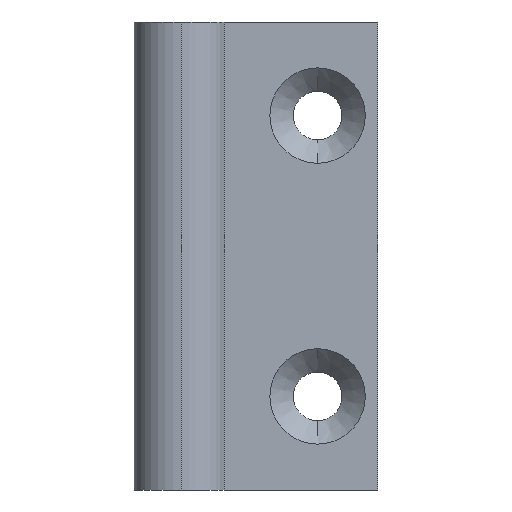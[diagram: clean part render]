
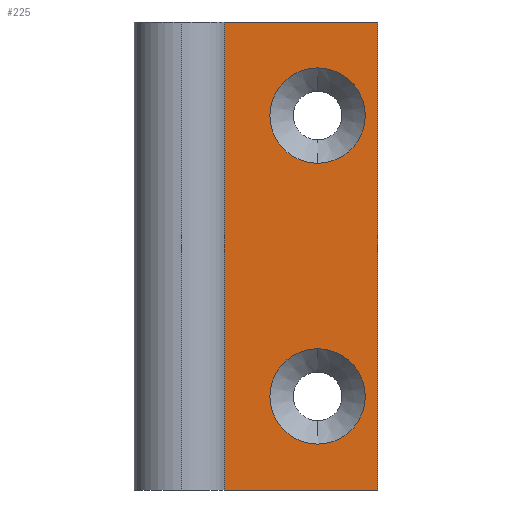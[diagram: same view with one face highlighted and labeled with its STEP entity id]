
A CAD part, left-side view. The second image highlights one B-rep face of the part: STEP entity #225.
In plain terms, the highlighted planar face has unit normal (-1, 0, 0).
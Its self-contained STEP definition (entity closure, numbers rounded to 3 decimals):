
#1 = CARTESIAN_POINT ( 'NONE',  ( -2., -4.583, 0. ) ) ;
#3 = DIRECTION ( 'NONE',  ( 0., -1., 0. ) ) ;
#7 = EDGE_CURVE ( 'NONE', #17, #143, #517, .T. ) ;
#14 = LINE ( 'NONE', #521, #137 ) ;
#16 = EDGE_CURVE ( 'NONE', #487, #123, #14, .T. ) ;
#17 = VERTEX_POINT ( 'NONE', #329 ) ;
#20 = FACE_BOUND ( 'NONE', #282, .T. ) ;
#27 = ORIENTED_EDGE ( 'NONE', *, *, #419, .T. ) ;
#39 = CARTESIAN_POINT ( 'NONE',  ( -2., -4.583, 50. ) ) ;
#51 = LINE ( 'NONE', #144, #141 ) ;
#54 = ORIENTED_EDGE ( 'NONE', *, *, #133, .T. ) ;
#58 = ORIENTED_EDGE ( 'NONE', *, *, #7, .T. ) ;
#62 = AXIS2_PLACEMENT_3D ( 'NONE', #502, #279, #466 ) ;
#69 = PLANE ( 'NONE',  #224 ) ;
#71 = CARTESIAN_POINT ( 'NONE',  ( -2., -14.583, 40. ) ) ;
#88 = DIRECTION ( 'NONE',  ( 0., -1., 0. ) ) ;
#97 = CIRCLE ( 'NONE', #146, 5.1 ) ;
#99 = CARTESIAN_POINT ( 'NONE',  ( -2., -14.583, 10. ) ) ;
#106 = FACE_BOUND ( 'NONE', #199, .T. ) ;
#114 = DIRECTION ( 'NONE',  ( 0., 0., -1. ) ) ;
#115 = CARTESIAN_POINT ( 'NONE',  ( -2., -21., 50. ) ) ;
#117 = ORIENTED_EDGE ( 'NONE', *, *, #327, .F. ) ;
#123 = VERTEX_POINT ( 'NONE', #436 ) ;
#127 = EDGE_LOOP ( 'NONE', ( #262, #161, #117, #508 ) ) ;
#133 = EDGE_CURVE ( 'NONE', #237, #288, #481, .T. ) ;
#137 = VECTOR ( 'NONE', #114, 1000. ) ;
#141 = VECTOR ( 'NONE', #3, 1000. ) ;
#142 = CIRCLE ( 'NONE', #202, 5.1 ) ;
#143 = VERTEX_POINT ( 'NONE', #483 ) ;
#144 = CARTESIAN_POINT ( 'NONE',  ( -2., -4.583, 50. ) ) ;
#146 = AXIS2_PLACEMENT_3D ( 'NONE', #99, #181, #362 ) ;
#152 = CARTESIAN_POINT ( 'NONE',  ( -2., -14.583, 45.1 ) ) ;
#156 = DIRECTION ( 'NONE',  ( 1., 0., 0. ) ) ;
#161 = ORIENTED_EDGE ( 'NONE', *, *, #270, .F. ) ;
#162 = DIRECTION ( 'NONE',  ( 1., 0., 0. ) ) ;
#170 = DIRECTION ( 'NONE',  ( 0., 0., -1. ) ) ;
#181 = DIRECTION ( 'NONE',  ( 1., 0., 0. ) ) ;
#192 = FACE_OUTER_BOUND ( 'NONE', #127, .T. ) ;
#198 = EDGE_CURVE ( 'NONE', #288, #237, #142, .T. ) ;
#199 = EDGE_LOOP ( 'NONE', ( #54, #501 ) ) ;
#202 = AXIS2_PLACEMENT_3D ( 'NONE', #305, #488, #170 ) ;
#224 = AXIS2_PLACEMENT_3D ( 'NONE', #468, #156, #247 ) ;
#225 = ADVANCED_FACE ( 'NONE', ( #106, #20, #192 ), #69, .F. ) ;
#235 = DIRECTION ( 'NONE',  ( 0., 0., -1. ) ) ;
#237 = VERTEX_POINT ( 'NONE', #152 ) ;
#247 = DIRECTION ( 'NONE',  ( 0., 0., -1. ) ) ;
#254 = VECTOR ( 'NONE', #88, 1000. ) ;
#262 = ORIENTED_EDGE ( 'NONE', *, *, #399, .T. ) ;
#270 = EDGE_CURVE ( 'NONE', #461, #570, #523, .T. ) ;
#279 = DIRECTION ( 'NONE',  ( 1., 0., 0. ) ) ;
#282 = EDGE_LOOP ( 'NONE', ( #27, #58 ) ) ;
#288 = VERTEX_POINT ( 'NONE', #541 ) ;
#305 = CARTESIAN_POINT ( 'NONE',  ( -2., -14.583, 40. ) ) ;
#327 = EDGE_CURVE ( 'NONE', #487, #461, #51, .T. ) ;
#329 = CARTESIAN_POINT ( 'NONE',  ( -2., -14.583, 4.9 ) ) ;
#362 = DIRECTION ( 'NONE',  ( 0., 0., -1. ) ) ;
#363 = VECTOR ( 'NONE', #235, 1000. ) ;
#399 = EDGE_CURVE ( 'NONE', #123, #570, #407, .T. ) ;
#407 = LINE ( 'NONE', #1, #254 ) ;
#419 = EDGE_CURVE ( 'NONE', #143, #17, #97, .T. ) ;
#436 = CARTESIAN_POINT ( 'NONE',  ( -2., -4.583, 0. ) ) ;
#453 = AXIS2_PLACEMENT_3D ( 'NONE', #71, #162, #525 ) ;
#461 = VERTEX_POINT ( 'NONE', #520 ) ;
#466 = DIRECTION ( 'NONE',  ( 0., 0., -1. ) ) ;
#468 = CARTESIAN_POINT ( 'NONE',  ( -2., -4.583, 50. ) ) ;
#481 = CIRCLE ( 'NONE', #453, 5.1 ) ;
#483 = CARTESIAN_POINT ( 'NONE',  ( -2., -14.583, 15.1 ) ) ;
#487 = VERTEX_POINT ( 'NONE', #39 ) ;
#488 = DIRECTION ( 'NONE',  ( 1., 0., 0. ) ) ;
#501 = ORIENTED_EDGE ( 'NONE', *, *, #198, .T. ) ;
#502 = CARTESIAN_POINT ( 'NONE',  ( -2., -14.583, 10. ) ) ;
#508 = ORIENTED_EDGE ( 'NONE', *, *, #16, .T. ) ;
#517 = CIRCLE ( 'NONE', #62, 5.1 ) ;
#520 = CARTESIAN_POINT ( 'NONE',  ( -2., -21., 50. ) ) ;
#521 = CARTESIAN_POINT ( 'NONE',  ( -2., -4.583, 50. ) ) ;
#523 = LINE ( 'NONE', #115, #363 ) ;
#525 = DIRECTION ( 'NONE',  ( 0., 0., -1. ) ) ;
#536 = CARTESIAN_POINT ( 'NONE',  ( -2., -21., 0. ) ) ;
#541 = CARTESIAN_POINT ( 'NONE',  ( -2., -14.583, 34.9 ) ) ;
#570 = VERTEX_POINT ( 'NONE', #536 ) ;
